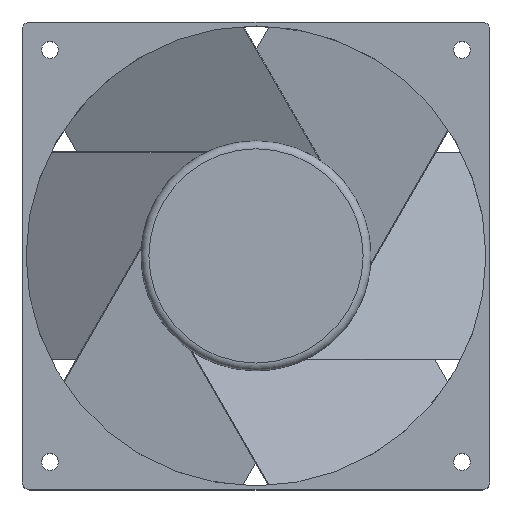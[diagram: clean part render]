
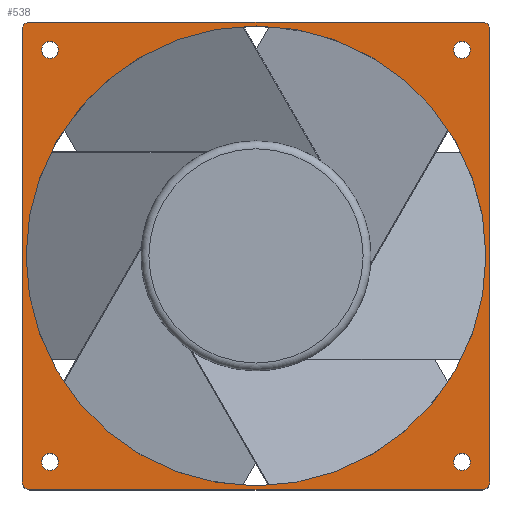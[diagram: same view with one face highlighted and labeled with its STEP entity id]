
A CAD part, top view. The second image highlights one B-rep face of the part: STEP entity #538.
In plain terms, the highlighted planar face has unit normal (0, 0, 1).
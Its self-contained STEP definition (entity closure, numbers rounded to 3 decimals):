
#117=PLANE('',#1883);
#255=LINE('',#2563,#395);
#258=LINE('',#2571,#398);
#261=LINE('',#2579,#401);
#263=LINE('',#2585,#403);
#395=VECTOR('',#2119,1.);
#398=VECTOR('',#2128,1.);
#401=VECTOR('',#2137,1.);
#403=VECTOR('',#2145,1.);
#538=ADVANCED_FACE('',(#637,#638,#639,#640,#641,#642),#117,.T.);
#637=FACE_BOUND('',#722,.T.);
#638=FACE_BOUND('',#723,.T.);
#639=FACE_BOUND('',#724,.T.);
#640=FACE_BOUND('',#725,.T.);
#641=FACE_BOUND('',#726,.T.);
#642=FACE_BOUND('',#727,.T.);
#722=EDGE_LOOP('',(#955));
#723=EDGE_LOOP('',(#956));
#724=EDGE_LOOP('',(#957));
#725=EDGE_LOOP('',(#958));
#726=EDGE_LOOP('',(#959));
#727=EDGE_LOOP('',(#960,#961,#962,#963,#964,#965,#966,#967));
#955=ORIENTED_EDGE('',*,*,#1487,.T.);
#956=ORIENTED_EDGE('',*,*,#1489,.T.);
#957=ORIENTED_EDGE('',*,*,#1491,.T.);
#958=ORIENTED_EDGE('',*,*,#1493,.T.);
#959=ORIENTED_EDGE('',*,*,#1580,.T.);
#960=ORIENTED_EDGE('',*,*,#1578,.T.);
#961=ORIENTED_EDGE('',*,*,#1576,.F.);
#962=ORIENTED_EDGE('',*,*,#1574,.T.);
#963=ORIENTED_EDGE('',*,*,#1572,.F.);
#964=ORIENTED_EDGE('',*,*,#1570,.T.);
#965=ORIENTED_EDGE('',*,*,#1568,.F.);
#966=ORIENTED_EDGE('',*,*,#1566,.T.);
#967=ORIENTED_EDGE('',*,*,#1579,.F.);
#1308=VERTEX_POINT('',#2368);
#1310=VERTEX_POINT('',#2373);
#1312=VERTEX_POINT('',#2378);
#1314=VERTEX_POINT('',#2383);
#1365=VERTEX_POINT('',#2556);
#1366=VERTEX_POINT('',#2558);
#1367=VERTEX_POINT('',#2562);
#1368=VERTEX_POINT('',#2566);
#1369=VERTEX_POINT('',#2570);
#1370=VERTEX_POINT('',#2574);
#1371=VERTEX_POINT('',#2578);
#1372=VERTEX_POINT('',#2582);
#1373=VERTEX_POINT('',#2588);
#1487=EDGE_CURVE('',#1308,#1308,#1745,.T.);
#1489=EDGE_CURVE('',#1310,#1310,#1747,.T.);
#1491=EDGE_CURVE('',#1312,#1312,#1749,.T.);
#1493=EDGE_CURVE('',#1314,#1314,#1751,.T.);
#1566=EDGE_CURVE('',#1365,#1366,#1782,.T.);
#1568=EDGE_CURVE('',#1365,#1367,#255,.T.);
#1570=EDGE_CURVE('',#1368,#1367,#1783,.T.);
#1572=EDGE_CURVE('',#1368,#1369,#258,.T.);
#1574=EDGE_CURVE('',#1370,#1369,#1784,.T.);
#1576=EDGE_CURVE('',#1370,#1371,#261,.T.);
#1578=EDGE_CURVE('',#1372,#1371,#1785,.T.);
#1579=EDGE_CURVE('',#1372,#1366,#263,.T.);
#1580=EDGE_CURVE('',#1373,#1373,#1786,.T.);
#1745=CIRCLE('',#1803,2.15);
#1747=CIRCLE('',#1806,2.15);
#1749=CIRCLE('',#1809,2.15);
#1751=CIRCLE('',#1812,2.15);
#1782=CIRCLE('',#1870,2.);
#1783=CIRCLE('',#1873,2.);
#1784=CIRCLE('',#1876,2.);
#1785=CIRCLE('',#1879,2.);
#1786=CIRCLE('',#1882,58.5);
#1803=AXIS2_PLACEMENT_3D('',#2367,#1946,#1947);
#1806=AXIS2_PLACEMENT_3D('',#2372,#1952,#1953);
#1809=AXIS2_PLACEMENT_3D('',#2377,#1958,#1959);
#1812=AXIS2_PLACEMENT_3D('',#2382,#1964,#1965);
#1870=AXIS2_PLACEMENT_3D('',#2559,#2114,#2115);
#1873=AXIS2_PLACEMENT_3D('',#2567,#2123,#2124);
#1876=AXIS2_PLACEMENT_3D('',#2575,#2132,#2133);
#1879=AXIS2_PLACEMENT_3D('',#2583,#2141,#2142);
#1882=AXIS2_PLACEMENT_3D('',#2587,#2148,#2149);
#1883=AXIS2_PLACEMENT_3D('',#2589,#2150,#2151);
#1946=DIRECTION('',(0.,0.,-1.));
#1947=DIRECTION('',(-1.,0.,0.));
#1952=DIRECTION('',(0.,0.,-1.));
#1953=DIRECTION('',(-1.,0.,0.));
#1958=DIRECTION('',(0.,0.,-1.));
#1959=DIRECTION('',(-1.,0.,0.));
#1964=DIRECTION('',(0.,0.,-1.));
#1965=DIRECTION('',(-1.,0.,0.));
#2114=DIRECTION('',(0.,0.,1.));
#2115=DIRECTION('',(0.,-1.,0.));
#2119=DIRECTION('',(-1.,0.,0.));
#2123=DIRECTION('',(0.,0.,1.));
#2124=DIRECTION('',(-1.,0.,0.));
#2128=DIRECTION('',(0.,1.,0.));
#2132=DIRECTION('',(0.,0.,1.));
#2133=DIRECTION('',(0.,1.,0.));
#2137=DIRECTION('',(1.,0.,0.));
#2141=DIRECTION('',(0.,0.,1.));
#2142=DIRECTION('',(1.,0.,0.));
#2145=DIRECTION('',(0.,-1.,0.));
#2148=DIRECTION('',(0.,0.,-1.));
#2149=DIRECTION('',(-1.,0.,0.));
#2150=DIRECTION('',(0.,0.,1.));
#2151=DIRECTION('',(1.,0.,0.));
#2367=CARTESIAN_POINT('',(-52.4,-52.4,32.));
#2368=CARTESIAN_POINT('',(-54.55,-52.4,32.));
#2372=CARTESIAN_POINT('',(52.4,-52.4,32.));
#2373=CARTESIAN_POINT('',(50.25,-52.4,32.));
#2377=CARTESIAN_POINT('',(-52.4,52.4,32.));
#2378=CARTESIAN_POINT('',(-54.55,52.4,32.));
#2382=CARTESIAN_POINT('',(52.4,52.4,32.));
#2383=CARTESIAN_POINT('',(50.25,52.4,32.));
#2556=CARTESIAN_POINT('',(57.5,-59.5,32.));
#2558=CARTESIAN_POINT('',(59.5,-57.5,32.));
#2559=CARTESIAN_POINT('',(57.5,-57.5,32.));
#2562=CARTESIAN_POINT('',(-57.5,-59.5,32.));
#2563=CARTESIAN_POINT('',(57.5,-59.5,32.));
#2566=CARTESIAN_POINT('',(-59.5,-57.5,32.));
#2567=CARTESIAN_POINT('',(-57.5,-57.5,32.));
#2570=CARTESIAN_POINT('',(-59.5,57.5,32.));
#2571=CARTESIAN_POINT('',(-59.5,-57.5,32.));
#2574=CARTESIAN_POINT('',(-57.5,59.5,32.));
#2575=CARTESIAN_POINT('',(-57.5,57.5,32.));
#2578=CARTESIAN_POINT('',(57.5,59.5,32.));
#2579=CARTESIAN_POINT('',(-57.5,59.5,32.));
#2582=CARTESIAN_POINT('',(59.5,57.5,32.));
#2583=CARTESIAN_POINT('',(57.5,57.5,32.));
#2585=CARTESIAN_POINT('',(59.5,57.5,32.));
#2587=CARTESIAN_POINT('',(0.,0.,32.));
#2588=CARTESIAN_POINT('',(-58.5,0.,32.));
#2589=CARTESIAN_POINT('',(0.,0.,32.));
